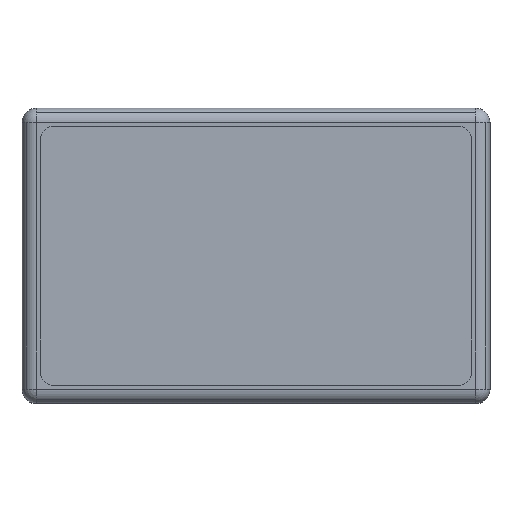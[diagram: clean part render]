
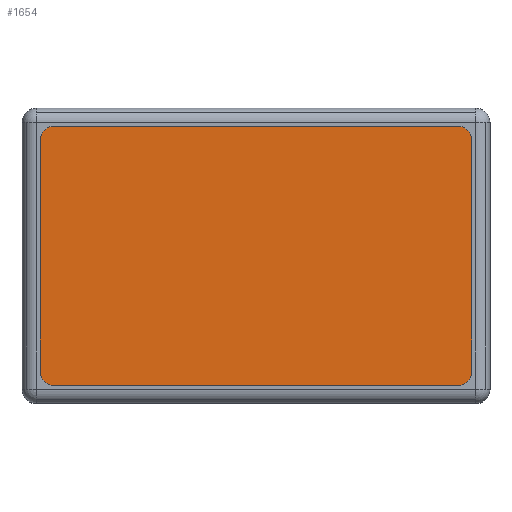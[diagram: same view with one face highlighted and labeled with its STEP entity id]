
A CAD part, top view. The second image highlights one B-rep face of the part: STEP entity #1654.
In plain terms, the highlighted planar face has unit normal (0, 0, 1).
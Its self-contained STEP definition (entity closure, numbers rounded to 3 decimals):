
#1254=CARTESIAN_POINT('',(14.707,-8.707,10.5));
#1255=VERTEX_POINT('',#1254);
#1271=CARTESIAN_POINT('',(15.,-8.,10.5));
#1272=VERTEX_POINT('',#1271);
#1279=CARTESIAN_POINT('',(14.,-8.,10.5));
#1280=DIRECTION('',(0.0,0.0,-1.));
#1281=DIRECTION('',(0.707,-0.707,0.0));
#1282=AXIS2_PLACEMENT_3D('',#1279,#1280,#1281);
#1283=CIRCLE('',#1282,1.);
#1284=EDGE_CURVE('',#1272,#1255,#1283,.T.);
#1296=CARTESIAN_POINT('',(14.707,8.707,10.5));
#1297=VERTEX_POINT('',#1296);
#1313=CARTESIAN_POINT('',(14.0,9.0,10.5));
#1314=VERTEX_POINT('',#1313);
#1321=CARTESIAN_POINT('',(14.0,8.0,10.5));
#1322=DIRECTION('',(0.0,0.0,-1.));
#1323=DIRECTION('',(0.707,0.707,0.0));
#1324=AXIS2_PLACEMENT_3D('',#1321,#1322,#1323);
#1325=CIRCLE('',#1324,1.);
#1326=EDGE_CURVE('',#1314,#1297,#1325,.T.);
#1338=CARTESIAN_POINT('',(-14.707,8.707,10.5));
#1339=VERTEX_POINT('',#1338);
#1355=CARTESIAN_POINT('',(-15.,8.0,10.5));
#1356=VERTEX_POINT('',#1355);
#1363=CARTESIAN_POINT('',(-14.,8.0,10.5));
#1364=DIRECTION('',(0.0,0.0,-1.));
#1365=DIRECTION('',(-0.707,0.707,0.0));
#1366=AXIS2_PLACEMENT_3D('',#1363,#1364,#1365);
#1367=CIRCLE('',#1366,1.);
#1368=EDGE_CURVE('',#1356,#1339,#1367,.T.);
#1380=CARTESIAN_POINT('',(-14.707,-8.707,10.5));
#1381=VERTEX_POINT('',#1380);
#1397=CARTESIAN_POINT('',(-14.,-9.,10.5));
#1398=VERTEX_POINT('',#1397);
#1405=CARTESIAN_POINT('',(-14.,-8.,10.5));
#1406=DIRECTION('',(0.0,0.0,-1.));
#1407=DIRECTION('',(-0.707,-0.707,0.0));
#1408=AXIS2_PLACEMENT_3D('',#1405,#1406,#1407);
#1409=CIRCLE('',#1408,1.);
#1410=EDGE_CURVE('',#1398,#1381,#1409,.T.);
#1421=CARTESIAN_POINT('',(-15.,-8.,10.5));
#1422=VERTEX_POINT('',#1421);
#1423=CARTESIAN_POINT('',(-14.,-8.,10.5));
#1424=DIRECTION('',(0.0,0.0,-1.));
#1425=DIRECTION('',(-0.707,-0.707,0.0));
#1426=AXIS2_PLACEMENT_3D('',#1423,#1424,#1425);
#1427=CIRCLE('',#1426,1.);
#1428=EDGE_CURVE('',#1381,#1422,#1427,.T.);
#1453=CARTESIAN_POINT('',(-15.,-8.,10.5));
#1454=DIRECTION('',(0.0,1.0,0.0));
#1455=VECTOR('',#1454,16.);
#1456=LINE('',#1453,#1455);
#1457=EDGE_CURVE('',#1422,#1356,#1456,.T.);
#1476=CARTESIAN_POINT('',(-14.,9.0,10.5));
#1477=VERTEX_POINT('',#1476);
#1478=CARTESIAN_POINT('',(-14.,8.0,10.5));
#1479=DIRECTION('',(0.0,0.0,-1.));
#1480=DIRECTION('',(-0.707,0.707,0.0));
#1481=AXIS2_PLACEMENT_3D('',#1478,#1479,#1480);
#1482=CIRCLE('',#1481,1.);
#1483=EDGE_CURVE('',#1339,#1477,#1482,.T.);
#1508=CARTESIAN_POINT('',(-14.,9.0,10.5));
#1509=DIRECTION('',(1.0,0.0,0.0));
#1510=VECTOR('',#1509,28.);
#1511=LINE('',#1508,#1510);
#1512=EDGE_CURVE('',#1477,#1314,#1511,.T.);
#1531=CARTESIAN_POINT('',(15.0,8.0,10.5));
#1532=VERTEX_POINT('',#1531);
#1533=CARTESIAN_POINT('',(14.0,8.0,10.5));
#1534=DIRECTION('',(0.0,0.0,-1.));
#1535=DIRECTION('',(0.707,0.707,0.0));
#1536=AXIS2_PLACEMENT_3D('',#1533,#1534,#1535);
#1537=CIRCLE('',#1536,1.);
#1538=EDGE_CURVE('',#1297,#1532,#1537,.T.);
#1563=CARTESIAN_POINT('',(15.0,8.0,10.5));
#1564=DIRECTION('',(0.0,-1.0,0.0));
#1565=VECTOR('',#1564,16.);
#1566=LINE('',#1563,#1565);
#1567=EDGE_CURVE('',#1532,#1272,#1566,.T.);
#1586=CARTESIAN_POINT('',(14.,-9.0,10.5));
#1587=VERTEX_POINT('',#1586);
#1588=CARTESIAN_POINT('',(14.,-8.,10.5));
#1589=DIRECTION('',(0.0,0.0,-1.));
#1590=DIRECTION('',(0.707,-0.707,0.0));
#1591=AXIS2_PLACEMENT_3D('',#1588,#1589,#1590);
#1592=CIRCLE('',#1591,1.);
#1593=EDGE_CURVE('',#1255,#1587,#1592,.T.);
#1618=CARTESIAN_POINT('',(14.,-9.0,10.5));
#1619=DIRECTION('',(-1.0,0.0,0.0));
#1620=VECTOR('',#1619,28.);
#1621=LINE('',#1618,#1620);
#1622=EDGE_CURVE('',#1587,#1398,#1621,.T.);
#1635=CARTESIAN_POINT('',(0.,0.,10.5));
#1636=DIRECTION('',(0.0,0.0,1.0));
#1637=DIRECTION('',(1.0,0.0,0.0));
#1638=AXIS2_PLACEMENT_3D('',#1635,#1636,#1637);
#1639=PLANE('',#1638);
#1640=ORIENTED_EDGE('',*,*,#1410,.F.);
#1641=ORIENTED_EDGE('',*,*,#1622,.F.);
#1642=ORIENTED_EDGE('',*,*,#1593,.F.);
#1643=ORIENTED_EDGE('',*,*,#1284,.F.);
#1644=ORIENTED_EDGE('',*,*,#1567,.F.);
#1645=ORIENTED_EDGE('',*,*,#1538,.F.);
#1646=ORIENTED_EDGE('',*,*,#1326,.F.);
#1647=ORIENTED_EDGE('',*,*,#1512,.F.);
#1648=ORIENTED_EDGE('',*,*,#1483,.F.);
#1649=ORIENTED_EDGE('',*,*,#1368,.F.);
#1650=ORIENTED_EDGE('',*,*,#1457,.F.);
#1651=ORIENTED_EDGE('',*,*,#1428,.F.);
#1652=EDGE_LOOP('',(#1640,#1641,#1642,#1643,#1644,#1645,#1646,#1647,#1648,#1649,#1650,#1651));
#1653=FACE_OUTER_BOUND('',#1652,.T.);
#1654=ADVANCED_FACE('',(#1653),#1639,.T.);
